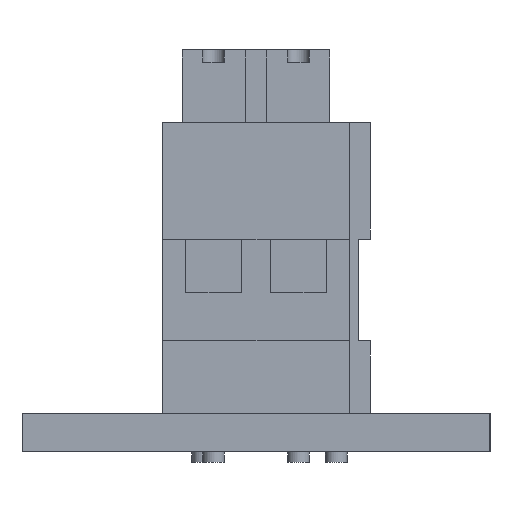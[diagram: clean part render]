
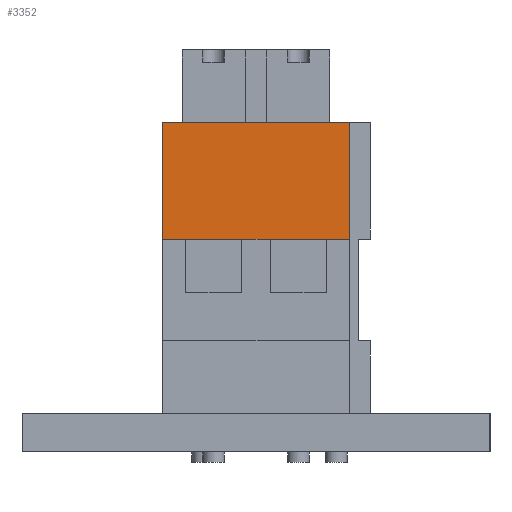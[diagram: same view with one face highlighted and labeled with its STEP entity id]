
A CAD part, left-side view. The second image highlights one B-rep face of the part: STEP entity #3352.
In plain terms, the highlighted face is planar.
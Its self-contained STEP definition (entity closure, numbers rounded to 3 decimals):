
#236=PLANE('',#3675);
#408=FACE_OUTER_BOUND('',#660,.T.);
#660=EDGE_LOOP('',(#2959,#2960,#2961,#2962));
#956=LINE('',#5419,#1278);
#972=LINE('',#5454,#1294);
#982=LINE('',#5473,#1304);
#983=LINE('',#5474,#1305);
#1278=VECTOR('',#4499,10.);
#1294=VECTOR('',#4533,10.);
#1304=VECTOR('',#4549,10.);
#1305=VECTOR('',#4550,10.);
#1692=VERTEX_POINT('',#5416);
#1693=VERTEX_POINT('',#5418);
#1702=VERTEX_POINT('',#5452);
#1703=VERTEX_POINT('',#5453);
#2107=EDGE_CURVE('',#1692,#1693,#956,.T.);
#2123=EDGE_CURVE('',#1702,#1703,#972,.T.);
#2133=EDGE_CURVE('',#1703,#1693,#982,.T.);
#2134=EDGE_CURVE('',#1702,#1692,#983,.T.);
#2959=ORIENTED_EDGE('',*,*,#2123,.T.);
#2960=ORIENTED_EDGE('',*,*,#2133,.T.);
#2961=ORIENTED_EDGE('',*,*,#2107,.F.);
#2962=ORIENTED_EDGE('',*,*,#2134,.F.);
#3352=ADVANCED_FACE('',(#408),#236,.T.);
#3675=AXIS2_PLACEMENT_3D('',#5472,#4547,#4548);
#4499=DIRECTION('',(1.,0.,0.));
#4533=DIRECTION('',(1.,0.,0.));
#4547=DIRECTION('center_axis',(0.,-1.,0.));
#4548=DIRECTION('ref_axis',(1.,0.,0.));
#4549=DIRECTION('',(0.,0.,1.));
#4550=DIRECTION('',(0.,0.,1.));
#5416=CARTESIAN_POINT('',(-3.85,-4.15,12.));
#5418=CARTESIAN_POINT('',(3.85,-4.15,12.));
#5419=CARTESIAN_POINT('',(-3.85,-4.15,12.));
#5452=CARTESIAN_POINT('',(-3.85,-4.15,7.2));
#5453=CARTESIAN_POINT('',(3.85,-4.15,7.2));
#5454=CARTESIAN_POINT('',(-3.85,-4.15,7.2));
#5472=CARTESIAN_POINT('Origin',(-3.85,-4.15,0.));
#5473=CARTESIAN_POINT('',(3.85,-4.15,0.));
#5474=CARTESIAN_POINT('',(-3.85,-4.15,0.));
